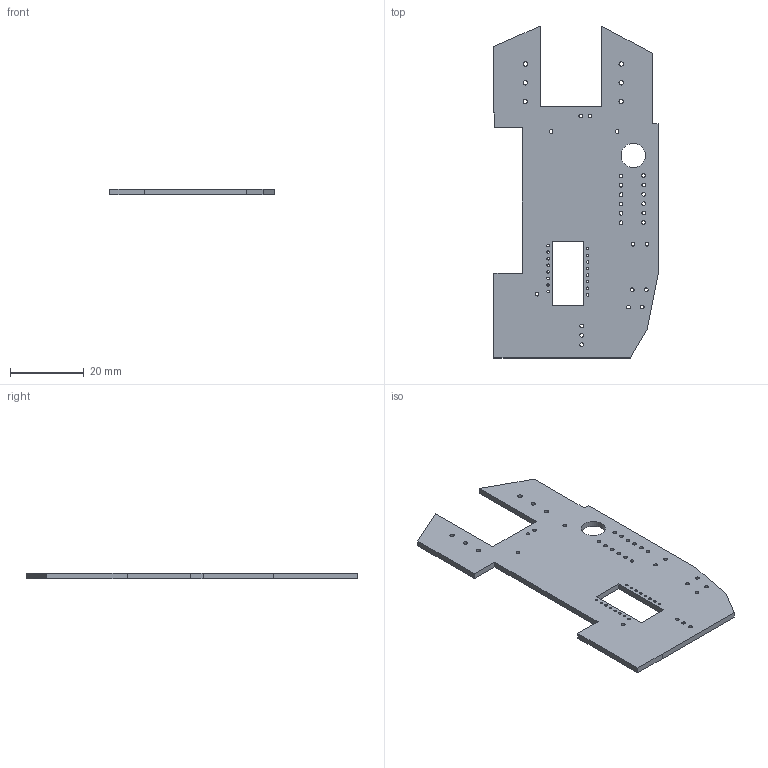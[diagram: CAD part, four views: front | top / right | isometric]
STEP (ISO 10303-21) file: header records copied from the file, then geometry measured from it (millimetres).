
FILE_DESCRIPTION(('KiCad electronic assembly'),'2;1');
FILE_NAME('schematics_and_pcb.step','2022-02-07T08:50:30',('Pcbnew'),( 'Kicad'),'Open CASCADE STEP processor 7.5','KiCad to STEP converter' ,'Unknown');
FILE_SCHEMA(('AUTOMOTIVE_DESIGN { 1 0 10303 214 1 1 1 1 }'));
Length unit declared in the file: millimetre
Products named in the file (2): schematics_and_pcb 1; schematics_and_pcb PCB
Assembly tree (1 placements, depth 2):
  schematics_and_pcb 1
    schematics_and_pcb PCB
Bounding box: 44.5 x 90 x 1.6 mm (x, y, z)
Volume: 4681.2 mm3; surface area: 6690.4 mm2
Topology: 1 solids, 1 shells, 74 faces, 216 edges, 144 vertices
Faces by surface type: cylinder 49, plane 25
Full cylindrical faces by diameter (mm): 0.7 x16, 1 x26, 1.2 x6, 6.6 x1
Entity records: 5847 total; most frequent: CARTESIAN_POINT 1456, DIRECTION 800, LINE 452, VECTOR 452, ORIENTED_EDGE 432, PCURVE 432, DEFINITIONAL_REPRESENTATION 432, EDGE_CURVE 216
